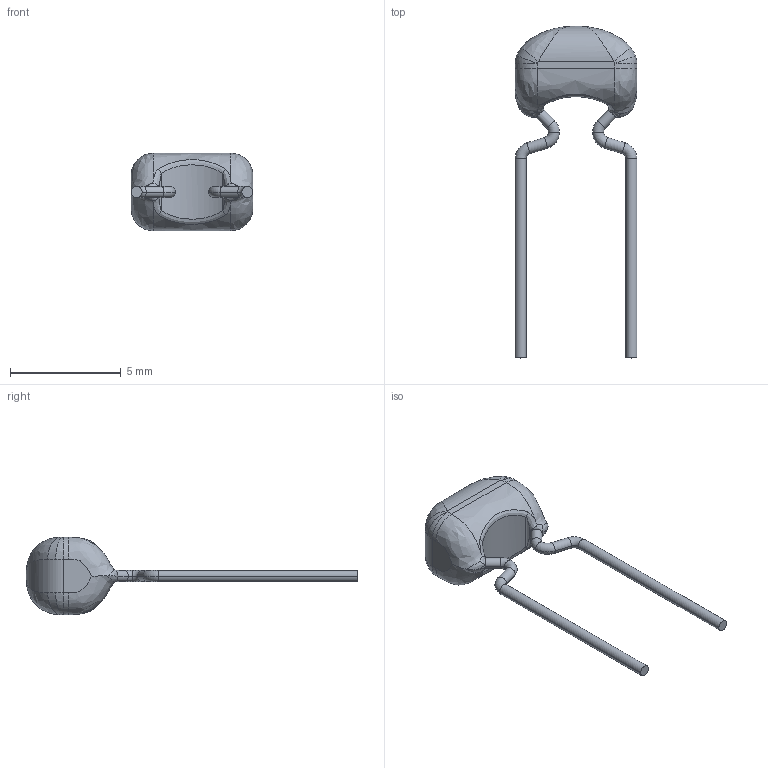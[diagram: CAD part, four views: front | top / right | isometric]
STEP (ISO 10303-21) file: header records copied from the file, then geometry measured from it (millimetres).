
FILE_DESCRIPTION (( 'STEP AP214' ), '1' );
FILE_NAME ('FG26X7S2A225KRT06.STEP', '2024-08-09T12:59:51', ( 'LENOVO' ), ( '' ), 'SwSTEP 2.0', 'SolidWorks 2021', '' );
FILE_SCHEMA (( 'AUTOMOTIVE_DESIGN' ));
Length unit declared in the file: millimetre
Products named in the file (2): FG26X7S2A225KRT06
Assembly tree (1 placements, depth 2):
  FG26X7S2A225KRT06
    FG26X7S2A225KRT06
Bounding box: 5.5 x 15 x 3.5 mm (x, y, z)
Volume: 56.1 mm3; surface area: 115.9 mm2
Topology: 3 solids, 3 shells, 92 faces, 207 edges, 113 vertices
Faces by surface type: bspline 36, cylinder 26, torus 20, plane 10
Entity records: 5052 total; most frequent: CARTESIAN_POINT 3251, ORIENTED_EDGE 398, DIRECTION 299, EDGE_CURVE 199, AXIS2_PLACEMENT_3D 132, VERTEX_POINT 113, B_SPLINE_CURVE_WITH_KNOTS 92, ADVANCED_FACE 92
